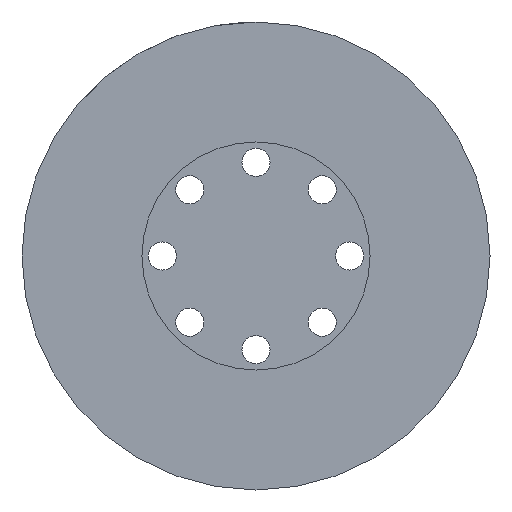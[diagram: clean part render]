
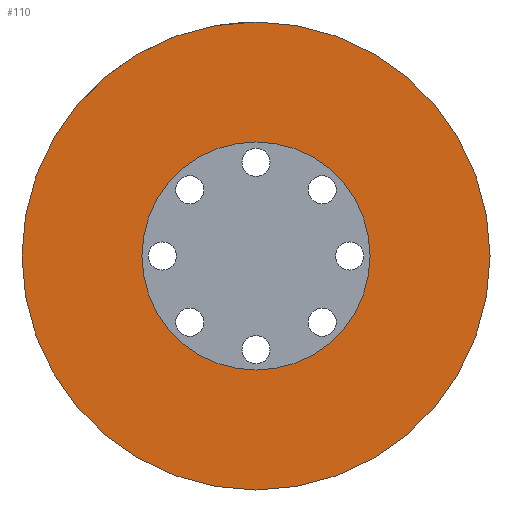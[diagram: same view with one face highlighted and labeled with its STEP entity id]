
A CAD part, left-side view. The second image highlights one B-rep face of the part: STEP entity #110.
In plain terms, the highlighted planar face has unit normal (-1, 0, 0).
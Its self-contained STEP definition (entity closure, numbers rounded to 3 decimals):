
#21 = EDGE_CURVE ( 'NONE', #1474, #133, #1555, .T. ) ;
#35 = DIRECTION ( 'NONE',  ( 1., 0., 0. ) ) ;
#86 = EDGE_CURVE ( 'NONE', #1854, #1355, #1690, .T. ) ;
#94 = FACE_BOUND ( 'NONE', #1886, .T. ) ;
#110 = ADVANCED_FACE ( 'NONE', ( #94, #1611 ), #2094, .F. ) ;
#133 = VERTEX_POINT ( 'NONE', #1293 ) ;
#396 = CARTESIAN_POINT ( 'NONE',  ( -2.5, 0., 0. ) ) ;
#449 = ORIENTED_EDGE ( 'NONE', *, *, #1274, .F. ) ;
#467 = AXIS2_PLACEMENT_3D ( 'NONE', #396, #1103, #1905 ) ;
#622 = AXIS2_PLACEMENT_3D ( 'NONE', #1536, #35, #686 ) ;
#686 = DIRECTION ( 'NONE',  ( 0., 0., -1. ) ) ;
#759 = AXIS2_PLACEMENT_3D ( 'NONE', #1592, #1273, #1444 ) ;
#778 = CARTESIAN_POINT ( 'NONE',  ( -2.5, 0., 0. ) ) ;
#788 = AXIS2_PLACEMENT_3D ( 'NONE', #778, #1123, #1776 ) ;
#816 = AXIS2_PLACEMENT_3D ( 'NONE', #1736, #1912, #1921 ) ;
#834 = CIRCLE ( 'NONE', #622, 20. ) ;
#1004 = ORIENTED_EDGE ( 'NONE', *, *, #86, .F. ) ;
#1011 = CARTESIAN_POINT ( 'NONE',  ( -2.5, 0., 20. ) ) ;
#1100 = ORIENTED_EDGE ( 'NONE', *, *, #21, .F. ) ;
#1103 = DIRECTION ( 'NONE',  ( -1., 0., 0. ) ) ;
#1121 = CARTESIAN_POINT ( 'NONE',  ( -2.5, 0., -20. ) ) ;
#1123 = DIRECTION ( 'NONE',  ( 1., 0., 0. ) ) ;
#1273 = DIRECTION ( 'NONE',  ( 1., 0., 0. ) ) ;
#1274 = EDGE_CURVE ( 'NONE', #133, #1474, #1750, .T. ) ;
#1293 = CARTESIAN_POINT ( 'NONE',  ( -2.5, 0., -9.75 ) ) ;
#1355 = VERTEX_POINT ( 'NONE', #1121 ) ;
#1444 = DIRECTION ( 'NONE',  ( 0., 0., -1. ) ) ;
#1463 = ORIENTED_EDGE ( 'NONE', *, *, #2115, .F. ) ;
#1474 = VERTEX_POINT ( 'NONE', #1803 ) ;
#1536 = CARTESIAN_POINT ( 'NONE',  ( -2.5, 0., 0. ) ) ;
#1555 = CIRCLE ( 'NONE', #467, 9.75 ) ;
#1592 = CARTESIAN_POINT ( 'NONE',  ( -2.5, 0., 0. ) ) ;
#1611 = FACE_OUTER_BOUND ( 'NONE', #1966, .T. ) ;
#1690 = CIRCLE ( 'NONE', #759, 20. ) ;
#1736 = CARTESIAN_POINT ( 'NONE',  ( -2.5, 0., 0. ) ) ;
#1750 = CIRCLE ( 'NONE', #816, 9.75 ) ;
#1776 = DIRECTION ( 'NONE',  ( 0., 0., -1. ) ) ;
#1803 = CARTESIAN_POINT ( 'NONE',  ( -2.5, 0., 9.75 ) ) ;
#1854 = VERTEX_POINT ( 'NONE', #1011 ) ;
#1886 = EDGE_LOOP ( 'NONE', ( #449, #1100 ) ) ;
#1905 = DIRECTION ( 'NONE',  ( 0., 0., -1. ) ) ;
#1912 = DIRECTION ( 'NONE',  ( -1., 0., 0. ) ) ;
#1921 = DIRECTION ( 'NONE',  ( 0., 0., -1. ) ) ;
#1966 = EDGE_LOOP ( 'NONE', ( #1004, #1463 ) ) ;
#2094 = PLANE ( 'NONE',  #788 ) ;
#2115 = EDGE_CURVE ( 'NONE', #1355, #1854, #834, .T. ) ;
